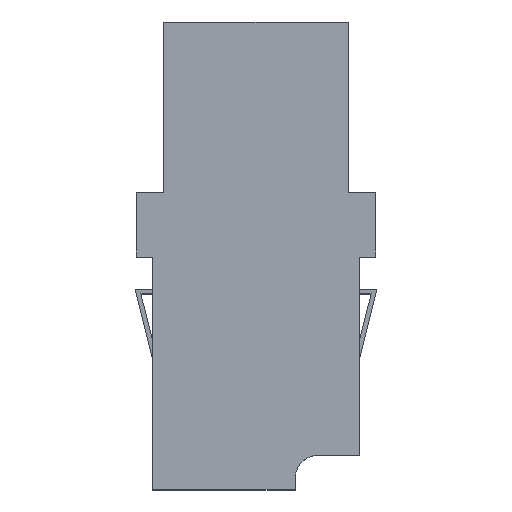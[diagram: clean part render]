
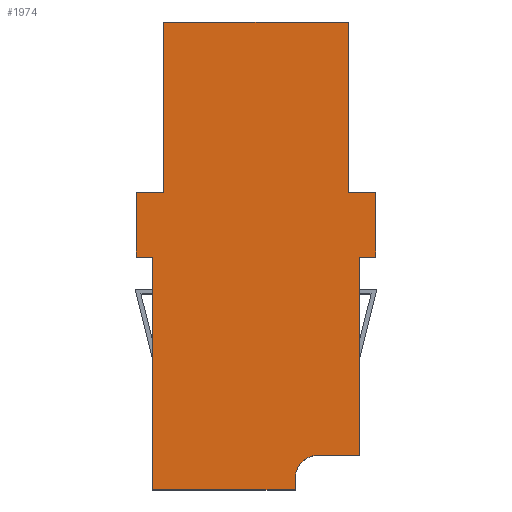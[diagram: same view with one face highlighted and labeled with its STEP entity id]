
A CAD part, top view. The second image highlights one B-rep face of the part: STEP entity #1974.
In plain terms, the highlighted planar face has unit normal (0, 0, 1).
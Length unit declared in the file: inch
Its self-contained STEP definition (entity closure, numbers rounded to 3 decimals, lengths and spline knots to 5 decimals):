
#1 = VERTEX_POINT ( 'NONE', #1358 ) ;
#14 = EDGE_CURVE ( 'NONE', #72, #1, #1440, .T. ) ;
#27 = CARTESIAN_POINT ( 'NONE',  ( 0.085, -0.5, 0.135 ) ) ;
#44 = VECTOR ( 'NONE', #2408, 39.37008 ) ;
#50 = EDGE_CURVE ( 'NONE', #162, #1625, #2334, .T. ) ;
#56 = EDGE_CURVE ( 'NONE', #1336, #1553, #3049, .T. ) ;
#59 = CARTESIAN_POINT ( 'NONE',  ( 0.225, -0.07, 0.135 ) ) ;
#72 = VERTEX_POINT ( 'NONE', #1630 ) ;
#92 = DIRECTION ( 'NONE',  ( -1., 0., 0. ) ) ;
#120 = ORIENTED_EDGE ( 'NONE', *, *, #322, .T. ) ;
#162 = VERTEX_POINT ( 'NONE', #1674 ) ;
#166 = ORIENTED_EDGE ( 'NONE', *, *, #1388, .T. ) ;
#289 = DIRECTION ( 'NONE',  ( -1., 0., 0. ) ) ;
#322 = EDGE_CURVE ( 'NONE', #3151, #2155, #1070, .T. ) ;
#390 = DIRECTION ( 'NONE',  ( 1., 0., 0. ) ) ;
#415 = EDGE_CURVE ( 'NONE', #3258, #2155, #2191, .T. ) ;
#417 = CARTESIAN_POINT ( 'NONE',  ( 0.085, -0.575, 0.135 ) ) ;
#419 = VECTOR ( 'NONE', #2684, 39.37008 ) ;
#442 = CARTESIAN_POINT ( 'NONE',  ( -0.26, 0.07, 0.135 ) ) ;
#447 = LINE ( 'NONE', #1831, #2120 ) ;
#473 = ORIENTED_EDGE ( 'NONE', *, *, #2507, .T. ) ;
#481 = VECTOR ( 'NONE', #538, 39.37008 ) ;
#507 = VERTEX_POINT ( 'NONE', #726 ) ;
#538 = DIRECTION ( 'NONE',  ( 0., -1., 0. ) ) ;
#540 = ORIENTED_EDGE ( 'NONE', *, *, #1062, .F. ) ;
#554 = DIRECTION ( 'NONE',  ( 0., -1., 0. ) ) ;
#566 = CARTESIAN_POINT ( 'NONE',  ( 0.2, 0.44, 0.135 ) ) ;
#617 = FACE_OUTER_BOUND ( 'NONE', #2023, .T. ) ;
#649 = CARTESIAN_POINT ( 'NONE',  ( -0.26, 0.07, 0.135 ) ) ;
#726 = CARTESIAN_POINT ( 'NONE',  ( -0.225, -0.07, 0.135 ) ) ;
#732 = LINE ( 'NONE', #1274, #1959 ) ;
#769 = CARTESIAN_POINT ( 'NONE',  ( 0.225, -0.5, 0.135 ) ) ;
#951 = ORIENTED_EDGE ( 'NONE', *, *, #415, .F. ) ;
#1058 = CARTESIAN_POINT ( 'NONE',  ( -0.26, 0.07, 0.135 ) ) ;
#1062 = EDGE_CURVE ( 'NONE', #3196, #3258, #2768, .T. ) ;
#1070 = LINE ( 'NONE', #2176, #2812 ) ;
#1094 = CARTESIAN_POINT ( 'NONE',  ( 0.085, -0.5, 0.135 ) ) ;
#1098 = CARTESIAN_POINT ( 'NONE',  ( -0.26, 0.07, 0.135 ) ) ;
#1101 = CARTESIAN_POINT ( 'NONE',  ( 0.26, 0.07, 0.135 ) ) ;
#1108 = LINE ( 'NONE', #566, #419 ) ;
#1178 = CARTESIAN_POINT ( 'NONE',  ( 0.2, 0.44, 0.135 ) ) ;
#1179 = ORIENTED_EDGE ( 'NONE', *, *, #2349, .F. ) ;
#1196 = DIRECTION ( 'NONE',  ( 0., -1., 0. ) ) ;
#1232 = VECTOR ( 'NONE', #3376, 39.37008 ) ;
#1236 = VECTOR ( 'NONE', #2352, 39.37008 ) ;
#1237 = VECTOR ( 'NONE', #1642, 39.37008 ) ;
#1272 = CIRCLE ( 'NONE', #3357, 0.05 ) ;
#1274 = CARTESIAN_POINT ( 'NONE',  ( -0.225, -0.575, 0.135 ) ) ;
#1336 = VERTEX_POINT ( 'NONE', #769 ) ;
#1358 = CARTESIAN_POINT ( 'NONE',  ( -0.2, 0.07, 0.135 ) ) ;
#1388 = EDGE_CURVE ( 'NONE', #1638, #2696, #2846, .T. ) ;
#1418 = ORIENTED_EDGE ( 'NONE', *, *, #1753, .F. ) ;
#1423 = CARTESIAN_POINT ( 'NONE',  ( 0.26, 0.07, 0.135 ) ) ;
#1440 = LINE ( 'NONE', #2664, #481 ) ;
#1462 = VERTEX_POINT ( 'NONE', #1178 ) ;
#1474 = ORIENTED_EDGE ( 'NONE', *, *, #2270, .T. ) ;
#1553 = VERTEX_POINT ( 'NONE', #2452 ) ;
#1557 = LINE ( 'NONE', #2340, #2337 ) ;
#1625 = VERTEX_POINT ( 'NONE', #417 ) ;
#1630 = CARTESIAN_POINT ( 'NONE',  ( -0.2, 0.44, 0.135 ) ) ;
#1638 = VERTEX_POINT ( 'NONE', #442 ) ;
#1642 = DIRECTION ( 'NONE',  ( 1., 0., 0. ) ) ;
#1674 = CARTESIAN_POINT ( 'NONE',  ( 0.085, -0.55, 0.135 ) ) ;
#1682 = DIRECTION ( 'NONE',  ( 0., 0., -1. ) ) ;
#1697 = ORIENTED_EDGE ( 'NONE', *, *, #2843, .T. ) ;
#1753 = EDGE_CURVE ( 'NONE', #1638, #1, #3352, .T. ) ;
#1762 = EDGE_CURVE ( 'NONE', #1625, #3329, #1557, .T. ) ;
#1782 = CARTESIAN_POINT ( 'NONE',  ( -0.26, -0.07, 0.135 ) ) ;
#1831 = CARTESIAN_POINT ( 'NONE',  ( 0.225, -0.575, 0.135 ) ) ;
#1833 = ORIENTED_EDGE ( 'NONE', *, *, #2865, .F. ) ;
#1870 = DIRECTION ( 'NONE',  ( 1., 0., 0. ) ) ;
#1913 = ORIENTED_EDGE ( 'NONE', *, *, #3260, .F. ) ;
#1922 = CARTESIAN_POINT ( 'NONE',  ( 0.135, -0.55, 0.135 ) ) ;
#1925 = LINE ( 'NONE', #3101, #1232 ) ;
#1959 = VECTOR ( 'NONE', #2875, 39.37008 ) ;
#1974 = ADVANCED_FACE ( 'NONE', ( #617 ), #2693, .F. ) ;
#1983 = CARTESIAN_POINT ( 'NONE',  ( 0.26, -0.07, 0.135 ) ) ;
#2002 = AXIS2_PLACEMENT_3D ( 'NONE', #2407, #1682, #92 ) ;
#2009 = LINE ( 'NONE', #2956, #1237 ) ;
#2023 = EDGE_LOOP ( 'NONE', ( #2778, #2325, #1697, #2491, #473, #120, #951, #540, #1913, #1833, #2771, #1418, #166, #1474, #1179 ) ) ;
#2120 = VECTOR ( 'NONE', #2623, 39.37008 ) ;
#2132 = VECTOR ( 'NONE', #554, 39.37008 ) ;
#2155 = VERTEX_POINT ( 'NONE', #1983 ) ;
#2176 = CARTESIAN_POINT ( 'NONE',  ( -0.26, -0.07, 0.135 ) ) ;
#2191 = LINE ( 'NONE', #1423, #2390 ) ;
#2270 = EDGE_CURVE ( 'NONE', #2696, #507, #1925, .T. ) ;
#2325 = ORIENTED_EDGE ( 'NONE', *, *, #50, .F. ) ;
#2334 = LINE ( 'NONE', #27, #44 ) ;
#2337 = VECTOR ( 'NONE', #2634, 39.37008 ) ;
#2340 = CARTESIAN_POINT ( 'NONE',  ( 0.225, -0.575, 0.135 ) ) ;
#2349 = EDGE_CURVE ( 'NONE', #3329, #507, #732, .T. ) ;
#2352 = DIRECTION ( 'NONE',  ( 1., 0., 0. ) ) ;
#2390 = VECTOR ( 'NONE', #1196, 39.37008 ) ;
#2407 = CARTESIAN_POINT ( 'NONE',  ( -0.26, 0.07, 0.135 ) ) ;
#2408 = DIRECTION ( 'NONE',  ( 0., -1., 0. ) ) ;
#2452 = CARTESIAN_POINT ( 'NONE',  ( 0.135, -0.5, 0.135 ) ) ;
#2491 = ORIENTED_EDGE ( 'NONE', *, *, #56, .F. ) ;
#2507 = EDGE_CURVE ( 'NONE', #1336, #3151, #447, .T. ) ;
#2517 = CARTESIAN_POINT ( 'NONE',  ( -0.225, -0.575, 0.135 ) ) ;
#2623 = DIRECTION ( 'NONE',  ( 0., 1., 0. ) ) ;
#2634 = DIRECTION ( 'NONE',  ( -1., 0., 0. ) ) ;
#2664 = CARTESIAN_POINT ( 'NONE',  ( -0.2, 0.44, 0.135 ) ) ;
#2668 = VECTOR ( 'NONE', #2932, 39.37008 ) ;
#2676 = VECTOR ( 'NONE', #390, 39.37008 ) ;
#2684 = DIRECTION ( 'NONE',  ( 0., -1., 0. ) ) ;
#2693 = PLANE ( 'NONE',  #2002 ) ;
#2696 = VERTEX_POINT ( 'NONE', #1782 ) ;
#2768 = LINE ( 'NONE', #649, #2676 ) ;
#2771 = ORIENTED_EDGE ( 'NONE', *, *, #14, .T. ) ;
#2778 = ORIENTED_EDGE ( 'NONE', *, *, #1762, .F. ) ;
#2812 = VECTOR ( 'NONE', #1870, 39.37008 ) ;
#2843 = EDGE_CURVE ( 'NONE', #162, #1553, #1272, .T. ) ;
#2846 = LINE ( 'NONE', #1098, #2132 ) ;
#2865 = EDGE_CURVE ( 'NONE', #72, #1462, #2009, .T. ) ;
#2875 = DIRECTION ( 'NONE',  ( 0., 1., 0. ) ) ;
#2932 = DIRECTION ( 'NONE',  ( -1., 0., 0. ) ) ;
#2956 = CARTESIAN_POINT ( 'NONE',  ( -0.2, 0.44, 0.135 ) ) ;
#3049 = LINE ( 'NONE', #1094, #2668 ) ;
#3101 = CARTESIAN_POINT ( 'NONE',  ( -0.26, -0.07, 0.135 ) ) ;
#3151 = VERTEX_POINT ( 'NONE', #59 ) ;
#3196 = VERTEX_POINT ( 'NONE', #3217 ) ;
#3209 = DIRECTION ( 'NONE',  ( 0., 0., -1. ) ) ;
#3217 = CARTESIAN_POINT ( 'NONE',  ( 0.2, 0.07, 0.135 ) ) ;
#3258 = VERTEX_POINT ( 'NONE', #1101 ) ;
#3260 = EDGE_CURVE ( 'NONE', #1462, #3196, #1108, .T. ) ;
#3329 = VERTEX_POINT ( 'NONE', #2517 ) ;
#3352 = LINE ( 'NONE', #1058, #1236 ) ;
#3357 = AXIS2_PLACEMENT_3D ( 'NONE', #1922, #3209, #289 ) ;
#3376 = DIRECTION ( 'NONE',  ( 1., 0., 0. ) ) ;
